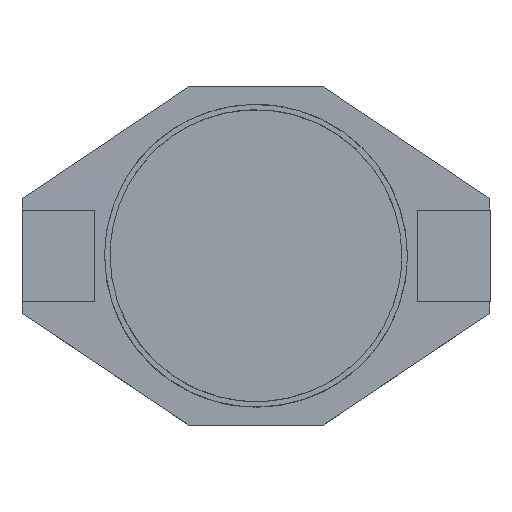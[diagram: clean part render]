
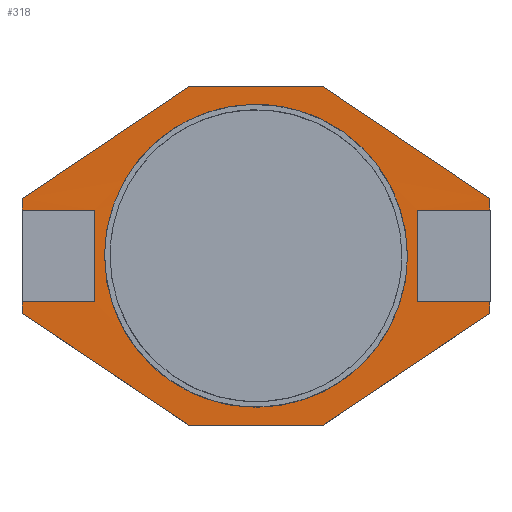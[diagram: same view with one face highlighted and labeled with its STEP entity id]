
A CAD part, top view. The second image highlights one B-rep face of the part: STEP entity #318.
In plain terms, the highlighted planar face has unit normal (0, 0, 1).
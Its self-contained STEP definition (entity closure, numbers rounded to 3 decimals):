
#49 = VERTEX_POINT ( 'NONE', #2543 ) ;
#50 = VERTEX_POINT ( 'NONE', #2542 ) ;
#128 = EDGE_CURVE ( 'NONE', #49, #50, #2881, .T. ) ;
#133 = VERTEX_POINT ( 'NONE', #2911 ) ;
#135 = EDGE_CURVE ( 'NONE', #136, #133, #2910, .T. ) ;
#136 = VERTEX_POINT ( 'NONE', #2906 ) ;
#140 = VERTEX_POINT ( 'NONE', #2901 ) ;
#144 = VERTEX_POINT ( 'NONE', #2896 ) ;
#146 = EDGE_CURVE ( 'NONE', #140, #144, #2894, .T. ) ;
#174 = EDGE_CURVE ( 'NONE', #140, #175, #3003, .T. ) ;
#175 = VERTEX_POINT ( 'NONE', #2999 ) ;
#185 = VERTEX_POINT ( 'NONE', #3007 ) ;
#189 = EDGE_CURVE ( 'NONE', #231, #133, #3070, .T. ) ;
#199 = EDGE_CURVE ( 'NONE', #49, #200, #3045, .T. ) ;
#200 = VERTEX_POINT ( 'NONE', #3093 ) ;
#212 = VERTEX_POINT ( 'NONE', #3123 ) ;
#216 = VERTEX_POINT ( 'NONE', #3118 ) ;
#218 = EDGE_CURVE ( 'NONE', #216, #50, #3116, .T. ) ;
#223 = EDGE_CURVE ( 'NONE', #175, #185, #3154, .T. ) ;
#230 = EDGE_CURVE ( 'NONE', #200, #231, #3185, .T. ) ;
#231 = VERTEX_POINT ( 'NONE', #3177 ) ;
#253 = VERTEX_POINT ( 'NONE', #3254 ) ;
#258 = EDGE_CURVE ( 'NONE', #2137, #2134, #3252, .T. ) ;
#262 = EDGE_CURVE ( 'NONE', #253, #216, #3284, .T. ) ;
#266 = VERTEX_POINT ( 'NONE', #3275 ) ;
#273 = EDGE_CURVE ( 'NONE', #266, #144, #3313, .T. ) ;
#277 = EDGE_CURVE ( 'NONE', #283, #266, #3338, .T. ) ;
#283 = VERTEX_POINT ( 'NONE', #372 ) ;
#285 = EDGE_CURVE ( 'NONE', #136, #283, #371, .T. ) ;
#289 = EDGE_CURVE ( 'NONE', #185, #212, #366, .T. ) ;
#306 = ORIENTED_EDGE ( 'NONE', *, *, #262, .F. ) ;
#307 = ORIENTED_EDGE ( 'NONE', *, *, #308, .T. ) ;
#308 = EDGE_CURVE ( 'NONE', #253, #309, #401, .T. ) ;
#309 = VERTEX_POINT ( 'NONE', #393 ) ;
#310 = ORIENTED_EDGE ( 'NONE', *, *, #311, .F. ) ;
#311 = EDGE_CURVE ( 'NONE', #212, #309, #391, .T. ) ;
#312 = ORIENTED_EDGE ( 'NONE', *, *, #289, .F. ) ;
#313 = ORIENTED_EDGE ( 'NONE', *, *, #223, .F. ) ;
#314 = ORIENTED_EDGE ( 'NONE', *, *, #174, .F. ) ;
#315 = ORIENTED_EDGE ( 'NONE', *, *, #146, .T. ) ;
#316 = ORIENTED_EDGE ( 'NONE', *, *, #273, .F. ) ;
#317 = ORIENTED_EDGE ( 'NONE', *, *, #285, .F. ) ;
#318 = ADVANCED_FACE ( 'NONE', ( #387, #386 ), #429, .T. ) ;
#319 = ORIENTED_EDGE ( 'NONE', *, *, #277, .F. ) ;
#320 = ORIENTED_EDGE ( 'NONE', *, *, #135, .T. ) ;
#321 = ORIENTED_EDGE ( 'NONE', *, *, #2136, .F. ) ;
#322 = ORIENTED_EDGE ( 'NONE', *, *, #258, .F. ) ;
#323 = EDGE_LOOP ( 'NONE', ( #322, #321 ) ) ;
#324 = ORIENTED_EDGE ( 'NONE', *, *, #189, .F. ) ;
#325 = EDGE_LOOP ( 'NONE', ( #319, #317, #320, #324, #326, #327, #328, #329, #306, #307, #310, #312, #313, #314, #315, #316 ) ) ;
#326 = ORIENTED_EDGE ( 'NONE', *, *, #230, .F. ) ;
#327 = ORIENTED_EDGE ( 'NONE', *, *, #199, .F. ) ;
#328 = ORIENTED_EDGE ( 'NONE', *, *, #128, .T. ) ;
#329 = ORIENTED_EDGE ( 'NONE', *, *, #218, .F. ) ;
#363 = DIRECTION ( 'NONE',  ( 0.83, -0.558, 0. ) ) ;
#364 = VECTOR ( 'NONE', #363, 1000. ) ;
#365 = CARTESIAN_POINT ( 'NONE',  ( 1.845, 4.7, 1.5 ) ) ;
#366 = LINE ( 'NONE', #365, #364 ) ;
#368 = DIRECTION ( 'NONE',  ( 1., 0., 0. ) ) ;
#369 = VECTOR ( 'NONE', #368, 1000. ) ;
#370 = CARTESIAN_POINT ( 'NONE',  ( 0., -1.27, 1.5 ) ) ;
#371 = LINE ( 'NONE', #370, #369 ) ;
#372 = CARTESIAN_POINT ( 'NONE',  ( -4.48, -1.27, 1.503 ) ) ;
#386 = FACE_OUTER_BOUND ( 'NONE', #325, .T. ) ;
#387 = FACE_BOUND ( 'NONE', #323, .T. ) ;
#388 = DIRECTION ( 'NONE',  ( 0., -1., 0. ) ) ;
#389 = VECTOR ( 'NONE', #388, 1000. ) ;
#390 = CARTESIAN_POINT ( 'NONE',  ( 6.475, 0., 1.5 ) ) ;
#391 = LINE ( 'NONE', #390, #389 ) ;
#393 = CARTESIAN_POINT ( 'NONE',  ( 6.475, 1.27, 1.5 ) ) ;
#394 = DIRECTION ( 'NONE',  ( 1., 0., 0. ) ) ;
#395 = VECTOR ( 'NONE', #394, 1000. ) ;
#396 = CARTESIAN_POINT ( 'NONE',  ( 0., 1.27, 1.5 ) ) ;
#401 = LINE ( 'NONE', #396, #395 ) ;
#424 = DIRECTION ( 'NONE',  ( 1., 0., 0. ) ) ;
#425 = DIRECTION ( 'NONE',  ( 0., 0., 1. ) ) ;
#426 = CARTESIAN_POINT ( 'NONE',  ( 0., 0., 1.5 ) ) ;
#427 = AXIS2_PLACEMENT_3D ( 'NONE', #426, #425, #424 ) ;
#429 = PLANE ( 'NONE',  #427 ) ;
#1178 = CARTESIAN_POINT ( 'NONE',  ( 0., -4.19, 1.5 ) ) ;
#1199 = CARTESIAN_POINT ( 'NONE',  ( 0., 4.19, 1.5 ) ) ;
#1200 = DIRECTION ( 'NONE',  ( 0., 1., 0. ) ) ;
#1201 = DIRECTION ( 'NONE',  ( 0., 0., 1. ) ) ;
#1202 = CARTESIAN_POINT ( 'NONE',  ( 0., 0., 1.5 ) ) ;
#1203 = AXIS2_PLACEMENT_3D ( 'NONE', #1202, #1201, #1200 ) ;
#1204 = CIRCLE ( 'NONE', #1203, 4.19 ) ;
#2134 = VERTEX_POINT ( 'NONE', #1178 ) ;
#2136 = EDGE_CURVE ( 'NONE', #2134, #2137, #1204, .T. ) ;
#2137 = VERTEX_POINT ( 'NONE', #1199 ) ;
#2542 = CARTESIAN_POINT ( 'NONE',  ( 6.475, -1.27, 1.5 ) ) ;
#2543 = CARTESIAN_POINT ( 'NONE',  ( 6.475, -1.59, 1.5 ) ) ;
#2873 = DIRECTION ( 'NONE',  ( 0., 1., 0. ) ) ;
#2874 = VECTOR ( 'NONE', #2873, 1000. ) ;
#2875 = CARTESIAN_POINT ( 'NONE',  ( 6.475, 0., 1.5 ) ) ;
#2881 = LINE ( 'NONE', #2875, #2874 ) ;
#2891 = DIRECTION ( 'NONE',  ( 0., -1., 0. ) ) ;
#2892 = VECTOR ( 'NONE', #2891, 1000. ) ;
#2893 = CARTESIAN_POINT ( 'NONE',  ( -6.475, 0., 1.5 ) ) ;
#2894 = LINE ( 'NONE', #2893, #2892 ) ;
#2896 = CARTESIAN_POINT ( 'NONE',  ( -6.475, 1.27, 1.5 ) ) ;
#2901 = CARTESIAN_POINT ( 'NONE',  ( -6.475, 1.59, 1.5 ) ) ;
#2906 = CARTESIAN_POINT ( 'NONE',  ( -6.475, -1.27, 1.5 ) ) ;
#2907 = DIRECTION ( 'NONE',  ( 0., -1., 0. ) ) ;
#2908 = VECTOR ( 'NONE', #2907, 1000. ) ;
#2909 = CARTESIAN_POINT ( 'NONE',  ( -6.475, 0., 1.5 ) ) ;
#2910 = LINE ( 'NONE', #2909, #2908 ) ;
#2911 = CARTESIAN_POINT ( 'NONE',  ( -6.475, -1.59, 1.5 ) ) ;
#2999 = CARTESIAN_POINT ( 'NONE',  ( -1.845, 4.7, 1.5 ) ) ;
#3000 = DIRECTION ( 'NONE',  ( 0.83, 0.558, 0. ) ) ;
#3001 = VECTOR ( 'NONE', #3000, 1000. ) ;
#3002 = CARTESIAN_POINT ( 'NONE',  ( -6.475, 1.59, 1.5 ) ) ;
#3003 = LINE ( 'NONE', #3002, #3001 ) ;
#3007 = CARTESIAN_POINT ( 'NONE',  ( 1.845, 4.7, 1.5 ) ) ;
#3045 = LINE ( 'NONE', #3096, #3095 ) ;
#3067 = DIRECTION ( 'NONE',  ( -0.83, 0.558, 0. ) ) ;
#3068 = VECTOR ( 'NONE', #3067, 1000. ) ;
#3069 = CARTESIAN_POINT ( 'NONE',  ( -1.845, -4.7, 1.5 ) ) ;
#3070 = LINE ( 'NONE', #3069, #3068 ) ;
#3093 = CARTESIAN_POINT ( 'NONE',  ( 1.845, -4.7, 1.5 ) ) ;
#3094 = DIRECTION ( 'NONE',  ( -0.83, -0.558, 0. ) ) ;
#3095 = VECTOR ( 'NONE', #3094, 1000. ) ;
#3096 = CARTESIAN_POINT ( 'NONE',  ( 6.475, -1.59, 1.5 ) ) ;
#3113 = DIRECTION ( 'NONE',  ( 1., 0., 0. ) ) ;
#3114 = VECTOR ( 'NONE', #3113, 1000. ) ;
#3115 = CARTESIAN_POINT ( 'NONE',  ( 0., -1.27, 1.5 ) ) ;
#3116 = LINE ( 'NONE', #3115, #3114 ) ;
#3118 = CARTESIAN_POINT ( 'NONE',  ( 4.48, -1.27, 1.503 ) ) ;
#3123 = CARTESIAN_POINT ( 'NONE',  ( 6.475, 1.59, 1.5 ) ) ;
#3147 = DIRECTION ( 'NONE',  ( 1., 0., 0. ) ) ;
#3148 = VECTOR ( 'NONE', #3147, 1000. ) ;
#3149 = CARTESIAN_POINT ( 'NONE',  ( 0., 4.7, 1.5 ) ) ;
#3154 = LINE ( 'NONE', #3149, #3148 ) ;
#3177 = CARTESIAN_POINT ( 'NONE',  ( -1.845, -4.7, 1.5 ) ) ;
#3178 = DIRECTION ( 'NONE',  ( -1., 0., 0. ) ) ;
#3179 = VECTOR ( 'NONE', #3178, 1000. ) ;
#3180 = CARTESIAN_POINT ( 'NONE',  ( 0., -4.7, 1.5 ) ) ;
#3185 = LINE ( 'NONE', #3180, #3179 ) ;
#3248 = DIRECTION ( 'NONE',  ( 0., 1., 0. ) ) ;
#3249 = DIRECTION ( 'NONE',  ( 0., 0., 1. ) ) ;
#3250 = CARTESIAN_POINT ( 'NONE',  ( 0., 0., 1.5 ) ) ;
#3251 = AXIS2_PLACEMENT_3D ( 'NONE', #3250, #3249, #3248 ) ;
#3252 = CIRCLE ( 'NONE', #3251, 4.19 ) ;
#3254 = CARTESIAN_POINT ( 'NONE',  ( 4.48, 1.27, 1.503 ) ) ;
#3275 = CARTESIAN_POINT ( 'NONE',  ( -4.48, 1.27, 1.503 ) ) ;
#3279 = CARTESIAN_POINT ( 'NONE',  ( 4.48, -1.27, 1.503 ) ) ;
#3280 = CARTESIAN_POINT ( 'NONE',  ( 4.48, -0.423, 1.505 ) ) ;
#3281 = CARTESIAN_POINT ( 'NONE',  ( 4.48, 0.423, 1.505 ) ) ;
#3282 = CARTESIAN_POINT ( 'NONE',  ( 4.48, 1.27, 1.503 ) ) ;
#3284 = B_SPLINE_CURVE_WITH_KNOTS ( 'NONE', 3,
 ( #3282, #3281, #3280, #3279 ),
 .UNSPECIFIED., .F., .F.,
 ( 4, 4 ),
 ( 0., 1. ),
 .UNSPECIFIED. ) ;
#3310 = DIRECTION ( 'NONE',  ( -1., 0., 0. ) ) ;
#3311 = VECTOR ( 'NONE', #3310, 1000. ) ;
#3312 = CARTESIAN_POINT ( 'NONE',  ( 0., 1.27, 1.5 ) ) ;
#3313 = LINE ( 'NONE', #3312, #3311 ) ;
#3330 = CARTESIAN_POINT ( 'NONE',  ( -4.48, 1.27, 1.503 ) ) ;
#3331 = CARTESIAN_POINT ( 'NONE',  ( -4.48, 0.423, 1.505 ) ) ;
#3332 = CARTESIAN_POINT ( 'NONE',  ( -4.48, -0.423, 1.505 ) ) ;
#3333 = CARTESIAN_POINT ( 'NONE',  ( -4.48, -1.27, 1.503 ) ) ;
#3338 = B_SPLINE_CURVE_WITH_KNOTS ( 'NONE', 3,
 ( #3333, #3332, #3331, #3330 ),
 .UNSPECIFIED., .F., .F.,
 ( 4, 4 ),
 ( 0., 1. ),
 .UNSPECIFIED. ) ;
